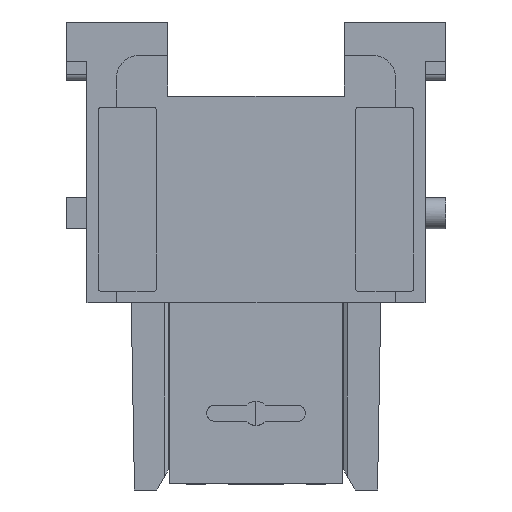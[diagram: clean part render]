
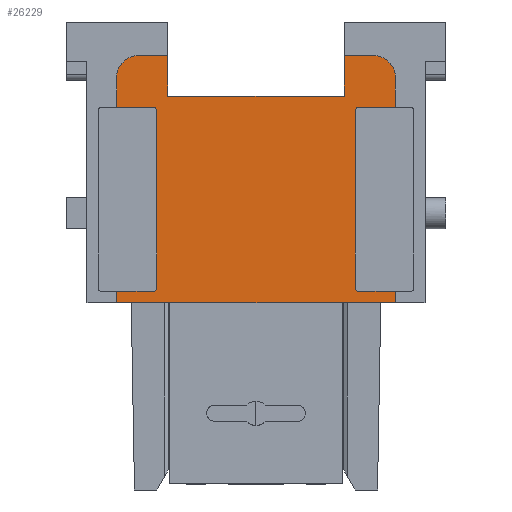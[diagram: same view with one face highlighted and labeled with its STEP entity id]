
A CAD part, left-side view. The second image highlights one B-rep face of the part: STEP entity #26229.
In plain terms, the highlighted planar face has unit normal (-1, 0, 0).
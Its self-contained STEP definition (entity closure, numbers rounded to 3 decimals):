
#25562=AXIS2_PLACEMENT_3D('Circle Axis2P3D',#25560,#25561,$) ;
#26116=AXIS2_PLACEMENT_3D('Plane Axis2P3D',#26113,#26114,#26115) ;
#26127=AXIS2_PLACEMENT_3D('Circle Axis2P3D',#26125,#26126,$) ;
#26141=AXIS2_PLACEMENT_3D('Circle Axis2P3D',#26139,#26140,$) ;
#26162=AXIS2_PLACEMENT_3D('Circle Axis2P3D',#26160,#26161,$) ;
#26188=AXIS2_PLACEMENT_3D('Circle Axis2P3D',#26186,#26187,$) ;
#26202=AXIS2_PLACEMENT_3D('Circle Axis2P3D',#26200,#26201,$) ;
#24512=CARTESIAN_POINT('Vertex',(0.02,4.5,16.8)) ;
#24515=CARTESIAN_POINT('Line Origine',(0.02,17.,16.8)) ;
#24519=CARTESIAN_POINT('Vertex',(0.02,29.5,16.8)) ;
#25373=CARTESIAN_POINT('Vertex',(0.02,29.5,17.8)) ;
#25376=CARTESIAN_POINT('Line Origine',(0.02,27.85,17.8)) ;
#25380=CARTESIAN_POINT('Vertex',(0.02,26.2,17.8)) ;
#25487=CARTESIAN_POINT('Line Origine',(0.02,27.85,34.3)) ;
#25491=CARTESIAN_POINT('Vertex',(0.02,26.2,34.3)) ;
#25493=CARTESIAN_POINT('Vertex',(0.02,29.5,34.3)) ;
#25528=CARTESIAN_POINT('Line Origine',(0.02,29.5,35.625)) ;
#25532=CARTESIAN_POINT('Vertex',(0.02,29.5,36.95)) ;
#25557=CARTESIAN_POINT('Vertex',(0.02,27.5,38.95)) ;
#25560=CARTESIAN_POINT('Axis2P3D Location',(0.02,27.5,36.95)) ;
#25578=CARTESIAN_POINT('Line Origine',(0.02,26.2,38.95)) ;
#25582=CARTESIAN_POINT('Vertex',(0.02,24.9,38.95)) ;
#25608=CARTESIAN_POINT('Line Origine',(0.02,24.9,37.125)) ;
#25612=CARTESIAN_POINT('Vertex',(0.02,24.9,35.3)) ;
#25858=CARTESIAN_POINT('Line Origine',(0.02,29.5,17.3)) ;
#26086=CARTESIAN_POINT('Line Origine',(0.02,4.5,17.3)) ;
#26090=CARTESIAN_POINT('Vertex',(0.02,4.5,17.8)) ;
#26113=CARTESIAN_POINT('Axis2P3D Location',(0.02,17.,38.3)) ;
#26118=CARTESIAN_POINT('Line Origine',(0.02,6.15,17.8)) ;
#26122=CARTESIAN_POINT('Vertex',(0.02,7.8,17.8)) ;
#26125=CARTESIAN_POINT('Axis2P3D Location',(0.02,7.8,18.1)) ;
#26129=CARTESIAN_POINT('Vertex',(0.02,8.1,18.1)) ;
#26132=CARTESIAN_POINT('Line Origine',(0.02,8.1,26.05)) ;
#26136=CARTESIAN_POINT('Vertex',(0.02,8.1,34.)) ;
#26139=CARTESIAN_POINT('Axis2P3D Location',(0.02,7.8,34.)) ;
#26143=CARTESIAN_POINT('Vertex',(0.02,7.8,34.3)) ;
#26146=CARTESIAN_POINT('Line Origine',(0.02,6.15,34.3)) ;
#26150=CARTESIAN_POINT('Vertex',(0.02,4.5,34.3)) ;
#26153=CARTESIAN_POINT('Line Origine',(0.02,4.5,35.625)) ;
#26157=CARTESIAN_POINT('Vertex',(0.02,4.5,36.95)) ;
#26160=CARTESIAN_POINT('Axis2P3D Location',(0.02,6.5,36.95)) ;
#26164=CARTESIAN_POINT('Vertex',(0.02,6.5,38.95)) ;
#26167=CARTESIAN_POINT('Line Origine',(0.02,7.8,38.95)) ;
#26171=CARTESIAN_POINT('Vertex',(0.02,9.1,38.95)) ;
#26174=CARTESIAN_POINT('Line Origine',(0.02,9.1,37.125)) ;
#26178=CARTESIAN_POINT('Vertex',(0.02,9.1,35.3)) ;
#26181=CARTESIAN_POINT('Line Origine',(0.02,17.,35.3)) ;
#26186=CARTESIAN_POINT('Axis2P3D Location',(0.02,26.2,34.)) ;
#26190=CARTESIAN_POINT('Vertex',(0.02,25.9,34.)) ;
#26193=CARTESIAN_POINT('Line Origine',(0.02,25.9,26.05)) ;
#26197=CARTESIAN_POINT('Vertex',(0.02,25.9,18.1)) ;
#26200=CARTESIAN_POINT('Axis2P3D Location',(0.02,26.2,18.1)) ;
#24516=DIRECTION('Vector Direction',(0.,-1.,0.)) ;
#25377=DIRECTION('Vector Direction',(0.,1.,0.)) ;
#25488=DIRECTION('Vector Direction',(0.,1.,0.)) ;
#25529=DIRECTION('Vector Direction',(0.,0.,-1.)) ;
#25561=DIRECTION('Axis2P3D Direction',(1.,0.,-0.)) ;
#25579=DIRECTION('Vector Direction',(0.,-1.,0.)) ;
#25609=DIRECTION('Vector Direction',(0.,0.,1.)) ;
#25859=DIRECTION('Vector Direction',(0.,0.,-1.)) ;
#26087=DIRECTION('Vector Direction',(0.,0.,1.)) ;
#26114=DIRECTION('Axis2P3D Direction',(1.,0.,0.)) ;
#26115=DIRECTION('Axis2P3D XDirection',(0.,1.,0.)) ;
#26119=DIRECTION('Vector Direction',(0.,1.,0.)) ;
#26126=DIRECTION('Axis2P3D Direction',(1.,0.,0.)) ;
#26133=DIRECTION('Vector Direction',(0.,0.,1.)) ;
#26140=DIRECTION('Axis2P3D Direction',(1.,0.,0.)) ;
#26147=DIRECTION('Vector Direction',(0.,1.,0.)) ;
#26154=DIRECTION('Vector Direction',(0.,0.,1.)) ;
#26161=DIRECTION('Axis2P3D Direction',(1.,0.,0.)) ;
#26168=DIRECTION('Vector Direction',(0.,-1.,0.)) ;
#26175=DIRECTION('Vector Direction',(0.,0.,1.)) ;
#26182=DIRECTION('Vector Direction',(0.,1.,0.)) ;
#26187=DIRECTION('Axis2P3D Direction',(1.,0.,0.)) ;
#26194=DIRECTION('Vector Direction',(0.,0.,-1.)) ;
#26201=DIRECTION('Axis2P3D Direction',(1.,0.,0.)) ;
#24517=VECTOR('Line Direction',#24516,1.) ;
#25378=VECTOR('Line Direction',#25377,1.) ;
#25489=VECTOR('Line Direction',#25488,1.) ;
#25530=VECTOR('Line Direction',#25529,1.) ;
#25580=VECTOR('Line Direction',#25579,1.) ;
#25610=VECTOR('Line Direction',#25609,1.) ;
#25860=VECTOR('Line Direction',#25859,1.) ;
#26088=VECTOR('Line Direction',#26087,1.) ;
#26120=VECTOR('Line Direction',#26119,1.) ;
#26134=VECTOR('Line Direction',#26133,1.) ;
#26148=VECTOR('Line Direction',#26147,1.) ;
#26155=VECTOR('Line Direction',#26154,1.) ;
#26169=VECTOR('Line Direction',#26168,1.) ;
#26176=VECTOR('Line Direction',#26175,1.) ;
#26183=VECTOR('Line Direction',#26182,1.) ;
#26195=VECTOR('Line Direction',#26194,1.) ;
#26206=ORIENTED_EDGE('',*,*,#26124,.T.) ;
#26207=ORIENTED_EDGE('',*,*,#26131,.T.) ;
#26208=ORIENTED_EDGE('',*,*,#26138,.T.) ;
#26209=ORIENTED_EDGE('',*,*,#26145,.T.) ;
#26210=ORIENTED_EDGE('',*,*,#26152,.F.) ;
#26211=ORIENTED_EDGE('',*,*,#26159,.T.) ;
#26212=ORIENTED_EDGE('',*,*,#26166,.T.) ;
#26213=ORIENTED_EDGE('',*,*,#26173,.F.) ;
#26214=ORIENTED_EDGE('',*,*,#26180,.F.) ;
#26215=ORIENTED_EDGE('',*,*,#26185,.T.) ;
#26216=ORIENTED_EDGE('',*,*,#25614,.T.) ;
#26217=ORIENTED_EDGE('',*,*,#25584,.F.) ;
#26218=ORIENTED_EDGE('',*,*,#25564,.T.) ;
#26219=ORIENTED_EDGE('',*,*,#25534,.T.) ;
#26220=ORIENTED_EDGE('',*,*,#25495,.F.) ;
#26221=ORIENTED_EDGE('',*,*,#26192,.T.) ;
#26222=ORIENTED_EDGE('',*,*,#26199,.T.) ;
#26223=ORIENTED_EDGE('',*,*,#26204,.T.) ;
#26224=ORIENTED_EDGE('',*,*,#25382,.T.) ;
#26225=ORIENTED_EDGE('',*,*,#25862,.T.) ;
#26226=ORIENTED_EDGE('',*,*,#24521,.F.) ;
#26227=ORIENTED_EDGE('',*,*,#26092,.T.) ;
#26229=ADVANCED_FACE('Hauptk\X2\00F6\X0\rper.1',(#26228),#26117,.F.) ;
#25563=CIRCLE('generated circle',#25562,2.) ;
#26128=CIRCLE('generated circle',#26127,0.3) ;
#26142=CIRCLE('generated circle',#26141,0.3) ;
#26163=CIRCLE('generated circle',#26162,2.) ;
#26189=CIRCLE('generated circle',#26188,0.3) ;
#26203=CIRCLE('generated circle',#26202,0.3) ;
#24521=EDGE_CURVE('',#24513,#24520,#24518,.F.) ;
#25382=EDGE_CURVE('',#25381,#25374,#25379,.T.) ;
#25495=EDGE_CURVE('',#25492,#25494,#25490,.T.) ;
#25534=EDGE_CURVE('',#25533,#25494,#25531,.T.) ;
#25564=EDGE_CURVE('',#25558,#25533,#25563,.F.) ;
#25584=EDGE_CURVE('',#25558,#25583,#25581,.T.) ;
#25614=EDGE_CURVE('',#25613,#25583,#25611,.T.) ;
#25862=EDGE_CURVE('',#25374,#24520,#25861,.T.) ;
#26092=EDGE_CURVE('',#24513,#26091,#26089,.T.) ;
#26124=EDGE_CURVE('',#26091,#26123,#26121,.T.) ;
#26131=EDGE_CURVE('',#26123,#26130,#26128,.T.) ;
#26138=EDGE_CURVE('',#26130,#26137,#26135,.T.) ;
#26145=EDGE_CURVE('',#26137,#26144,#26142,.T.) ;
#26152=EDGE_CURVE('',#26151,#26144,#26149,.T.) ;
#26159=EDGE_CURVE('',#26151,#26158,#26156,.T.) ;
#26166=EDGE_CURVE('',#26158,#26165,#26163,.F.) ;
#26173=EDGE_CURVE('',#26172,#26165,#26170,.T.) ;
#26180=EDGE_CURVE('',#26179,#26172,#26177,.T.) ;
#26185=EDGE_CURVE('',#26179,#25613,#26184,.T.) ;
#26192=EDGE_CURVE('',#25492,#26191,#26189,.T.) ;
#26199=EDGE_CURVE('',#26191,#26198,#26196,.T.) ;
#26204=EDGE_CURVE('',#26198,#25381,#26203,.T.) ;
#26205=EDGE_LOOP('',(#26206,#26207,#26208,#26209,#26210,#26211,#26212,#26213,#26214,#26215,#26216,#26217,#26218,#26219,#26220,#26221,#26222,#26223,#26224,#26225,#26226,#26227)) ;
#26228=FACE_OUTER_BOUND('',#26205,.T.) ;
#24518=LINE('Line',#24515,#24517) ;
#25379=LINE('Line',#25376,#25378) ;
#25490=LINE('Line',#25487,#25489) ;
#25531=LINE('Line',#25528,#25530) ;
#25581=LINE('Line',#25578,#25580) ;
#25611=LINE('Line',#25608,#25610) ;
#25861=LINE('Line',#25858,#25860) ;
#26089=LINE('Line',#26086,#26088) ;
#26121=LINE('Line',#26118,#26120) ;
#26135=LINE('Line',#26132,#26134) ;
#26149=LINE('Line',#26146,#26148) ;
#26156=LINE('Line',#26153,#26155) ;
#26170=LINE('Line',#26167,#26169) ;
#26177=LINE('Line',#26174,#26176) ;
#26184=LINE('Line',#26181,#26183) ;
#26196=LINE('Line',#26193,#26195) ;
#26117=PLANE('',#26116) ;
#24513=VERTEX_POINT('',#24512) ;
#24520=VERTEX_POINT('',#24519) ;
#25374=VERTEX_POINT('',#25373) ;
#25381=VERTEX_POINT('',#25380) ;
#25492=VERTEX_POINT('',#25491) ;
#25494=VERTEX_POINT('',#25493) ;
#25533=VERTEX_POINT('',#25532) ;
#25558=VERTEX_POINT('',#25557) ;
#25583=VERTEX_POINT('',#25582) ;
#25613=VERTEX_POINT('',#25612) ;
#26091=VERTEX_POINT('',#26090) ;
#26123=VERTEX_POINT('',#26122) ;
#26130=VERTEX_POINT('',#26129) ;
#26137=VERTEX_POINT('',#26136) ;
#26144=VERTEX_POINT('',#26143) ;
#26151=VERTEX_POINT('',#26150) ;
#26158=VERTEX_POINT('',#26157) ;
#26165=VERTEX_POINT('',#26164) ;
#26172=VERTEX_POINT('',#26171) ;
#26179=VERTEX_POINT('',#26178) ;
#26191=VERTEX_POINT('',#26190) ;
#26198=VERTEX_POINT('',#26197) ;
